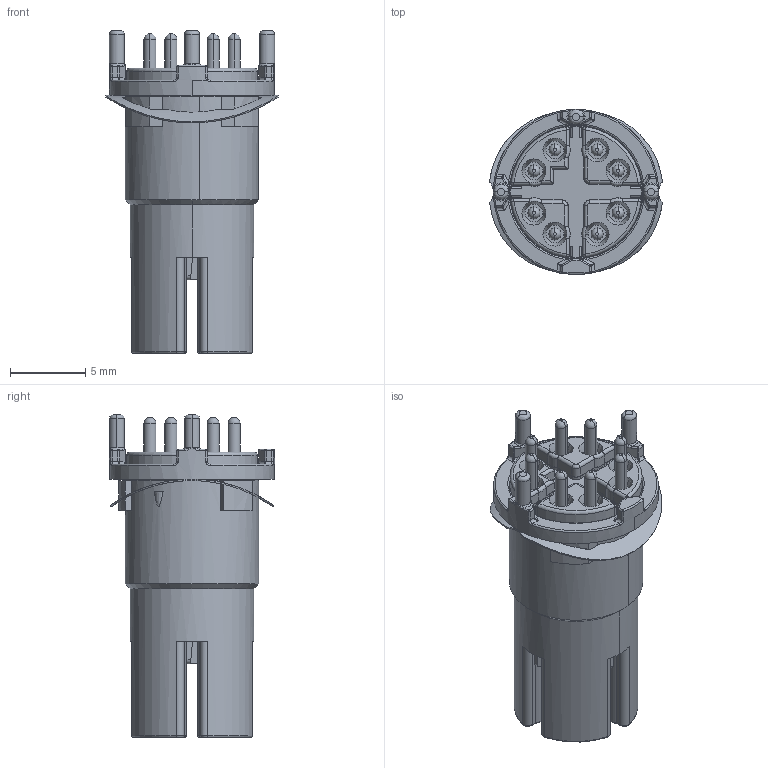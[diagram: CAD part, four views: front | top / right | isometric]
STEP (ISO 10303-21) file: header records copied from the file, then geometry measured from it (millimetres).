
FILE_DESCRIPTION((''),'2;1');
FILE_NAME('BS-08S2XJ20000','2015-11-05T',('vbengel'),(''),'PRO/ENGINEER BY PARAMETRIC TECHNOLOGY CORPORATION, 2014200','PRO/ENGINEER BY PARAMETRIC TECHNOLOGY CORPORATION, 2014200','');
FILE_SCHEMA(('AUTOMOTIVE_DESIGN { 1 0 10303 214 1 1 1 1 }'));
Length unit declared in the file: millimetre
Products named in the file (1): BS-08S2XJ20000
Bounding box: 11.52 x 11 x 21.5 mm (x, y, z)
Volume: 1006.2 mm3; surface area: 1296.9 mm2
Topology: 1 solids, 1 shells, 801 faces, 2015 edges, 1216 vertices
Faces by surface type: cylinder 249, plane 212, torus 117, bspline 117, cone 56, sphere 50
Entity records: 28714 total; most frequent: CARTESIAN_POINT 9842, ORIENTED_EDGE 3998, DIRECTION 3921, EDGE_CURVE 1999, AXIS2_PLACEMENT_3D 1559, VERTEX_POINT 1216, CIRCLE 875, EDGE_LOOP 843
